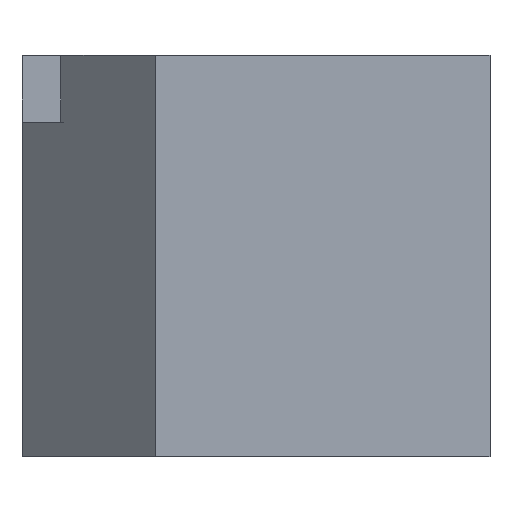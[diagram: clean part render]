
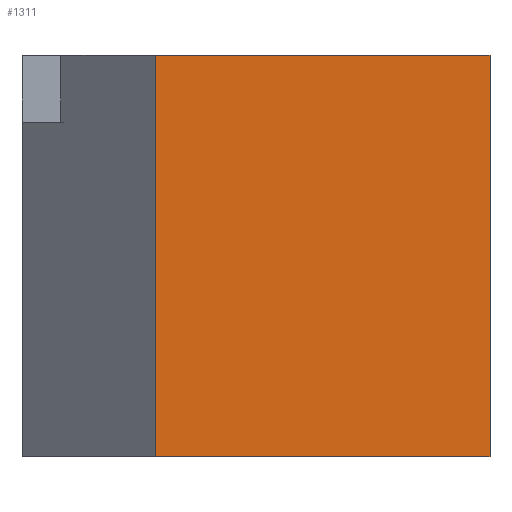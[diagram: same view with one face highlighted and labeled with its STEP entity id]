
A CAD part, front view. The second image highlights one B-rep face of the part: STEP entity #1311.
In plain terms, the highlighted planar face has unit normal (0, -1, 0).
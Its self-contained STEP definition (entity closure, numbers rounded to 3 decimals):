
#44 = PLANE('',#45);
#45 = AXIS2_PLACEMENT_3D('',#46,#47,#48);
#46 = CARTESIAN_POINT('',(30.,28.5,86.));
#47 = DIRECTION('',(0.,0.,1.));
#48 = DIRECTION('',(1.,0.,0.));
#266 = VERTEX_POINT('',#267);
#267 = CARTESIAN_POINT('',(40.,-28.5,86.));
#281 = PLANE('',#282);
#282 = AXIS2_PLACEMENT_3D('',#283,#284,#285);
#283 = CARTESIAN_POINT('',(35.,-23.5,56.));
#284 = DIRECTION('',(-0.707,-0.707,
    0.));
#285 = DIRECTION('',(0.,0.,-1.));
#293 = EDGE_CURVE('',#266,#294,#296,.T.);
#294 = VERTEX_POINT('',#295);
#295 = CARTESIAN_POINT('',(65.,-28.5,86.));
#296 = SURFACE_CURVE('',#297,(#301,#308),.PCURVE_S1.);
#297 = LINE('',#298,#299);
#298 = CARTESIAN_POINT('',(30.,-28.5,86.));
#299 = VECTOR('',#300,1.);
#300 = DIRECTION('',(1.,0.,0.));
#301 = PCURVE('',#44,#302);
#302 = DEFINITIONAL_REPRESENTATION('',(#303),#307);
#303 = LINE('',#304,#305);
#304 = CARTESIAN_POINT('',(0.,-57.));
#305 = VECTOR('',#306,1.);
#306 = DIRECTION('',(1.,0.));
#307 = ( GEOMETRIC_REPRESENTATION_CONTEXT(2) 
PARAMETRIC_REPRESENTATION_CONTEXT() REPRESENTATION_CONTEXT('2D SPACE',''
  ) );
#308 = PCURVE('',#309,#314);
#309 = PLANE('',#310);
#310 = AXIS2_PLACEMENT_3D('',#311,#312,#313);
#311 = CARTESIAN_POINT('',(30.,-28.5,86.));
#312 = DIRECTION('',(0.,-1.,0.));
#313 = DIRECTION('',(0.,0.,-1.));
#314 = DEFINITIONAL_REPRESENTATION('',(#315),#319);
#315 = LINE('',#316,#317);
#316 = CARTESIAN_POINT('',(0.,0.));
#317 = VECTOR('',#318,1.);
#318 = DIRECTION('',(0.,1.));
#319 = ( GEOMETRIC_REPRESENTATION_CONTEXT(2) 
PARAMETRIC_REPRESENTATION_CONTEXT() REPRESENTATION_CONTEXT('2D SPACE',''
  ) );
#337 = PLANE('',#338);
#338 = AXIS2_PLACEMENT_3D('',#339,#340,#341);
#339 = CARTESIAN_POINT('',(65.,28.5,86.));
#340 = DIRECTION('',(1.,0.,0.));
#341 = DIRECTION('',(0.,0.,-1.));
#810 = PLANE('',#811);
#811 = AXIS2_PLACEMENT_3D('',#812,#813,#814);
#812 = CARTESIAN_POINT('',(65.,28.5,56.));
#813 = DIRECTION('',(0.,0.,-1.));
#814 = DIRECTION('',(-1.,0.,0.));
#1143 = EDGE_CURVE('',#294,#1144,#1146,.T.);
#1144 = VERTEX_POINT('',#1145);
#1145 = CARTESIAN_POINT('',(65.,-28.5,56.));
#1146 = SURFACE_CURVE('',#1147,(#1151,#1158),.PCURVE_S1.);
#1147 = LINE('',#1148,#1149);
#1148 = CARTESIAN_POINT('',(65.,-28.5,86.));
#1149 = VECTOR('',#1150,1.);
#1150 = DIRECTION('',(0.,0.,-1.));
#1151 = PCURVE('',#337,#1152);
#1152 = DEFINITIONAL_REPRESENTATION('',(#1153),#1157);
#1153 = LINE('',#1154,#1155);
#1154 = CARTESIAN_POINT('',(0.,-57.));
#1155 = VECTOR('',#1156,1.);
#1156 = DIRECTION('',(1.,0.));
#1157 = ( GEOMETRIC_REPRESENTATION_CONTEXT(2) 
PARAMETRIC_REPRESENTATION_CONTEXT() REPRESENTATION_CONTEXT('2D SPACE',''
  ) );
#1158 = PCURVE('',#309,#1159);
#1159 = DEFINITIONAL_REPRESENTATION('',(#1160),#1164);
#1160 = LINE('',#1161,#1162);
#1161 = CARTESIAN_POINT('',(0.,35.));
#1162 = VECTOR('',#1163,1.);
#1163 = DIRECTION('',(1.,0.));
#1164 = ( GEOMETRIC_REPRESENTATION_CONTEXT(2) 
PARAMETRIC_REPRESENTATION_CONTEXT() REPRESENTATION_CONTEXT('2D SPACE',''
  ) );
#1311 = ADVANCED_FACE('',(#1312),#309,.T.);
#1312 = FACE_BOUND('',#1313,.T.);
#1313 = EDGE_LOOP('',(#1314,#1315,#1338,#1359));
#1314 = ORIENTED_EDGE('',*,*,#293,.F.);
#1315 = ORIENTED_EDGE('',*,*,#1316,.F.);
#1316 = EDGE_CURVE('',#1317,#266,#1319,.T.);
#1317 = VERTEX_POINT('',#1318);
#1318 = CARTESIAN_POINT('',(40.,-28.5,56.));
#1319 = SURFACE_CURVE('',#1320,(#1324,#1331),.PCURVE_S1.);
#1320 = LINE('',#1321,#1322);
#1321 = CARTESIAN_POINT('',(40.,-28.5,56.));
#1322 = VECTOR('',#1323,1.);
#1323 = DIRECTION('',(0.,0.,1.));
#1324 = PCURVE('',#309,#1325);
#1325 = DEFINITIONAL_REPRESENTATION('',(#1326),#1330);
#1326 = LINE('',#1327,#1328);
#1327 = CARTESIAN_POINT('',(30.,10.));
#1328 = VECTOR('',#1329,1.);
#1329 = DIRECTION('',(-1.,0.));
#1330 = ( GEOMETRIC_REPRESENTATION_CONTEXT(2) 
PARAMETRIC_REPRESENTATION_CONTEXT() REPRESENTATION_CONTEXT('2D SPACE',''
  ) );
#1331 = PCURVE('',#281,#1332);
#1332 = DEFINITIONAL_REPRESENTATION('',(#1333),#1337);
#1333 = LINE('',#1334,#1335);
#1334 = CARTESIAN_POINT('',(0.,7.071));
#1335 = VECTOR('',#1336,1.);
#1336 = DIRECTION('',(-1.,0.));
#1337 = ( GEOMETRIC_REPRESENTATION_CONTEXT(2) 
PARAMETRIC_REPRESENTATION_CONTEXT() REPRESENTATION_CONTEXT('2D SPACE',''
  ) );
#1338 = ORIENTED_EDGE('',*,*,#1339,.F.);
#1339 = EDGE_CURVE('',#1144,#1317,#1340,.T.);
#1340 = SURFACE_CURVE('',#1341,(#1345,#1352),.PCURVE_S1.);
#1341 = LINE('',#1342,#1343);
#1342 = CARTESIAN_POINT('',(65.,-28.5,56.));
#1343 = VECTOR('',#1344,1.);
#1344 = DIRECTION('',(-1.,0.,0.));
#1345 = PCURVE('',#309,#1346);
#1346 = DEFINITIONAL_REPRESENTATION('',(#1347),#1351);
#1347 = LINE('',#1348,#1349);
#1348 = CARTESIAN_POINT('',(30.,35.));
#1349 = VECTOR('',#1350,1.);
#1350 = DIRECTION('',(0.,-1.));
#1351 = ( GEOMETRIC_REPRESENTATION_CONTEXT(2) 
PARAMETRIC_REPRESENTATION_CONTEXT() REPRESENTATION_CONTEXT('2D SPACE',''
  ) );
#1352 = PCURVE('',#810,#1353);
#1353 = DEFINITIONAL_REPRESENTATION('',(#1354),#1358);
#1354 = LINE('',#1355,#1356);
#1355 = CARTESIAN_POINT('',(0.,-57.));
#1356 = VECTOR('',#1357,1.);
#1357 = DIRECTION('',(1.,0.));
#1358 = ( GEOMETRIC_REPRESENTATION_CONTEXT(2) 
PARAMETRIC_REPRESENTATION_CONTEXT() REPRESENTATION_CONTEXT('2D SPACE',''
  ) );
#1359 = ORIENTED_EDGE('',*,*,#1143,.F.);
